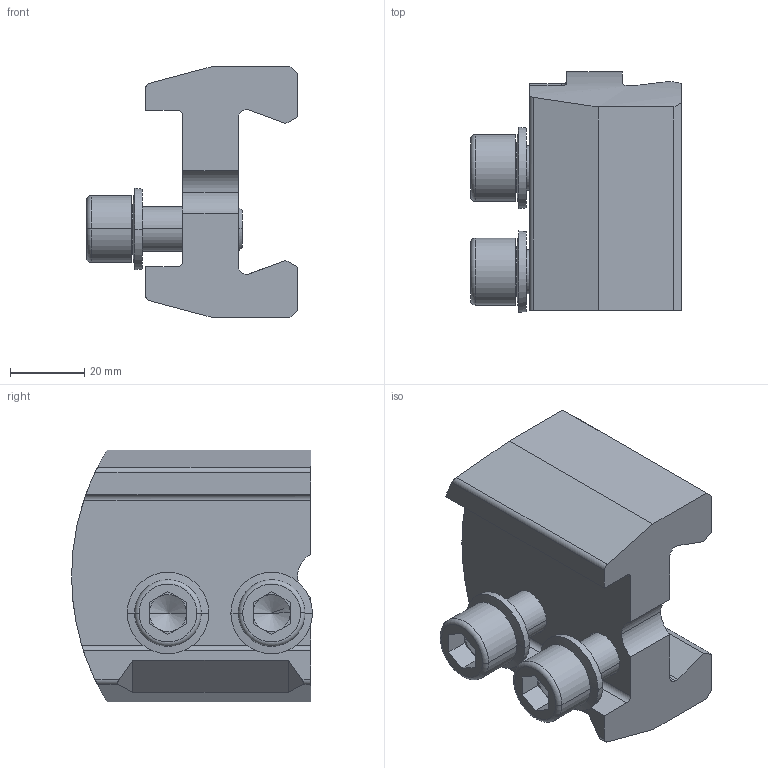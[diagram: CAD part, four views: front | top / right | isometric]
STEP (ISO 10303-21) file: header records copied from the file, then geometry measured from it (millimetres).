
FILE_DESCRIPTION(('no description'),'unknown implementation level');
FILE_NAME('5EFB4C4E-356E-403A-A19F-0A17C8EBFBFD_export.stp',' ',('CIMSOURCE GmbH'),('CADClick - KiM GmbH - www.kimweb.de'),'unknown preprocess','ACIS','unknown authorization');
FILE_SCHEMA(('automotive_design'));
Length unit declared in the file: millimetre
Products named in the file (5): 317.288 Kaiser FKK 150 M|693.185 Kaiser ETL �13_22L 10S_Standard;NONE; 317.288 Kaiser FKK 150 M|690.172 Kaiser ETL M12 X 30A_DIN 912 M12 x 20 --- 20C;NONE; 317.288 Kaiser FKK 150 M|317.281 Kaiser Zwischenk�rper FKK150_Standard;NONE
Bounding box: 56.9 x 65 x 68 mm (x, y, z)
Volume: 103619.9 mm3; surface area: 26222.6 mm2
Topology: 5 solids, 5 shells, 137 faces, 340 edges, 206 vertices
Faces by surface type: plane 64, cone 36, cylinder 29, torus 8
Entity records: 8055 total; most frequent: CARTESIAN_POINT 862, DIRECTION 710, STYLED_ITEM 684, PRESENTATION_STYLE_ASSIGNMENT 684, COLOUR_RGB 684, ORIENTED_EDGE 672, EDGE_CURVE 336, CURVE_STYLE 336
